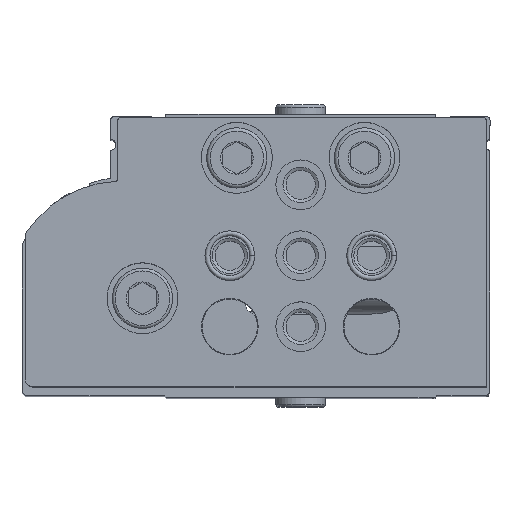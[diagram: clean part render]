
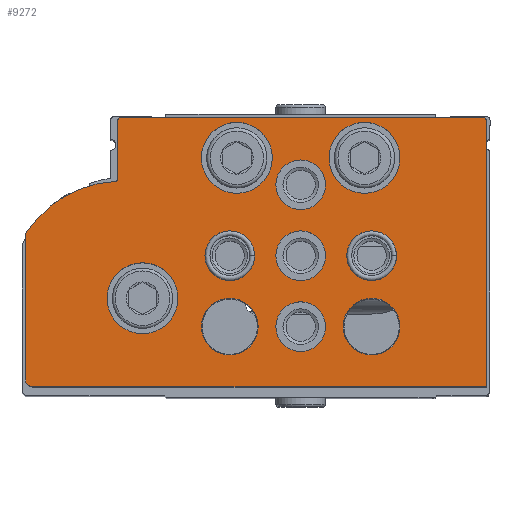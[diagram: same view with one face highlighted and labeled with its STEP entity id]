
A CAD part, top view. The second image highlights one B-rep face of the part: STEP entity #9272.
In plain terms, the highlighted face is planar.
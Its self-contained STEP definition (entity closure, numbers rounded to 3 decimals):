
#943=LINE('',#15591,#1668);
#945=LINE('',#15595,#1670);
#948=LINE('',#15603,#1673);
#953=LINE('',#15619,#1678);
#956=LINE('',#15627,#1681);
#1668=VECTOR('',#12675,1000.);
#1670=VECTOR('',#12679,1000.);
#1673=VECTOR('',#12688,1000.);
#1678=VECTOR('',#12707,1000.);
#1681=VECTOR('',#12716,1000.);
#3600=ORIENTED_EDGE('',*,*,#5249,.T.);
#3601=ORIENTED_EDGE('',*,*,#5250,.T.);
#3602=ORIENTED_EDGE('',*,*,#5251,.T.);
#3603=ORIENTED_EDGE('',*,*,#5252,.T.);
#3604=ORIENTED_EDGE('',*,*,#5253,.T.);
#3605=ORIENTED_EDGE('',*,*,#5254,.T.);
#3606=ORIENTED_EDGE('',*,*,#5255,.T.);
#3607=ORIENTED_EDGE('',*,*,#5256,.T.);
#3608=ORIENTED_EDGE('',*,*,#5257,.T.);
#3609=ORIENTED_EDGE('',*,*,#5258,.T.);
#3610=ORIENTED_EDGE('',*,*,#5226,.F.);
#3611=ORIENTED_EDGE('',*,*,#5247,.F.);
#3612=ORIENTED_EDGE('',*,*,#5245,.F.);
#3613=ORIENTED_EDGE('',*,*,#5243,.F.);
#3614=ORIENTED_EDGE('',*,*,#5241,.T.);
#3615=ORIENTED_EDGE('',*,*,#5239,.F.);
#3616=ORIENTED_EDGE('',*,*,#5237,.F.);
#3617=ORIENTED_EDGE('',*,*,#5235,.F.);
#3618=ORIENTED_EDGE('',*,*,#5233,.F.);
#3619=ORIENTED_EDGE('',*,*,#5231,.F.);
#3620=ORIENTED_EDGE('',*,*,#5229,.F.);
#5226=EDGE_CURVE('',#6233,#6234,#6801,.T.);
#5229=EDGE_CURVE('',#6234,#6235,#943,.T.);
#5231=EDGE_CURVE('',#6235,#6236,#945,.T.);
#5233=EDGE_CURVE('',#6236,#6237,#6802,.T.);
#5235=EDGE_CURVE('',#6237,#6238,#948,.T.);
#5237=EDGE_CURVE('',#6238,#6239,#6803,.T.);
#5239=EDGE_CURVE('',#6239,#6240,#6804,.T.);
#5241=EDGE_CURVE('',#6241,#6240,#6805,.T.);
#5243=EDGE_CURVE('',#6241,#6242,#953,.T.);
#5245=EDGE_CURVE('',#6242,#6243,#6806,.T.);
#5247=EDGE_CURVE('',#6243,#6233,#956,.T.);
#5249=EDGE_CURVE('',#6244,#6244,#6807,.T.);
#5250=EDGE_CURVE('',#6245,#6245,#6808,.T.);
#5251=EDGE_CURVE('',#6246,#6246,#6809,.T.);
#5252=EDGE_CURVE('',#6247,#6247,#6810,.T.);
#5253=EDGE_CURVE('',#6248,#6248,#6811,.T.);
#5254=EDGE_CURVE('',#6249,#6249,#6812,.T.);
#5255=EDGE_CURVE('',#6250,#6250,#6813,.T.);
#5256=EDGE_CURVE('',#6251,#6251,#6814,.T.);
#5257=EDGE_CURVE('',#6252,#6252,#6815,.T.);
#5258=EDGE_CURVE('',#6253,#6253,#6816,.T.);
#6233=VERTEX_POINT('',#15586);
#6234=VERTEX_POINT('',#15587);
#6235=VERTEX_POINT('',#15592);
#6236=VERTEX_POINT('',#15596);
#6237=VERTEX_POINT('',#15600);
#6238=VERTEX_POINT('',#15604);
#6239=VERTEX_POINT('',#15608);
#6240=VERTEX_POINT('',#15612);
#6241=VERTEX_POINT('',#15616);
#6242=VERTEX_POINT('',#15620);
#6243=VERTEX_POINT('',#15624);
#6244=VERTEX_POINT('',#15631);
#6245=VERTEX_POINT('',#15633);
#6246=VERTEX_POINT('',#15635);
#6247=VERTEX_POINT('',#15637);
#6248=VERTEX_POINT('',#15639);
#6249=VERTEX_POINT('',#15641);
#6250=VERTEX_POINT('',#15643);
#6251=VERTEX_POINT('',#15645);
#6252=VERTEX_POINT('',#15647);
#6253=VERTEX_POINT('',#15649);
#6801=CIRCLE('',#10432,0.5);
#6802=CIRCLE('',#10436,1.);
#6803=CIRCLE('',#10439,1.);
#6804=CIRCLE('',#10441,16.);
#6805=CIRCLE('',#10443,0.3);
#6806=CIRCLE('',#10446,0.5);
#6807=CIRCLE('',#10449,5.);
#6808=CIRCLE('',#10450,5.);
#6809=CIRCLE('',#10451,5.);
#6810=CIRCLE('',#10452,3.5);
#6811=CIRCLE('',#10453,3.5);
#6812=CIRCLE('',#10454,3.5);
#6813=CIRCLE('',#10455,3.5);
#6814=CIRCLE('',#10456,3.5);
#6815=CIRCLE('',#10457,4.);
#6816=CIRCLE('',#10458,4.);
#7440=EDGE_LOOP('',(#3600));
#7441=EDGE_LOOP('',(#3601));
#7442=EDGE_LOOP('',(#3602));
#7443=EDGE_LOOP('',(#3603));
#7444=EDGE_LOOP('',(#3604));
#7445=EDGE_LOOP('',(#3605));
#7446=EDGE_LOOP('',(#3606));
#7447=EDGE_LOOP('',(#3607));
#7448=EDGE_LOOP('',(#3608));
#7449=EDGE_LOOP('',(#3609));
#7450=EDGE_LOOP('',(#3610,#3611,#3612,#3613,#3614,#3615,#3616,#3617,#3618,
#3619,#3620));
#8271=FACE_BOUND('',#7440,.T.);
#8272=FACE_BOUND('',#7441,.T.);
#8273=FACE_BOUND('',#7442,.T.);
#8274=FACE_BOUND('',#7443,.T.);
#8275=FACE_BOUND('',#7444,.T.);
#8276=FACE_BOUND('',#7445,.T.);
#8277=FACE_BOUND('',#7446,.T.);
#8278=FACE_BOUND('',#7447,.T.);
#8279=FACE_BOUND('',#7448,.T.);
#8280=FACE_BOUND('',#7449,.T.);
#8281=FACE_BOUND('',#7450,.T.);
#8794=PLANE('',#10448);
#9272=ADVANCED_FACE('',(#8271,#8272,#8273,#8274,#8275,#8276,#8277,#8278,
#8279,#8280,#8281),#8794,.F.);
#10432=AXIS2_PLACEMENT_3D('',#15585,#12669,#12670);
#10436=AXIS2_PLACEMENT_3D('',#15599,#12683,#12684);
#10439=AXIS2_PLACEMENT_3D('',#15607,#12692,#12693);
#10441=AXIS2_PLACEMENT_3D('',#15611,#12697,#12698);
#10443=AXIS2_PLACEMENT_3D('',#15615,#12702,#12703);
#10446=AXIS2_PLACEMENT_3D('',#15623,#12711,#12712);
#10448=AXIS2_PLACEMENT_3D('',#15629,#12718,#12719);
#10449=AXIS2_PLACEMENT_3D('',#15630,#12720,#12721);
#10450=AXIS2_PLACEMENT_3D('',#15632,#12722,#12723);
#10451=AXIS2_PLACEMENT_3D('',#15634,#12724,#12725);
#10452=AXIS2_PLACEMENT_3D('',#15636,#12726,#12727);
#10453=AXIS2_PLACEMENT_3D('',#15638,#12728,#12729);
#10454=AXIS2_PLACEMENT_3D('',#15640,#12730,#12731);
#10455=AXIS2_PLACEMENT_3D('',#15642,#12732,#12733);
#10456=AXIS2_PLACEMENT_3D('',#15644,#12734,#12735);
#10457=AXIS2_PLACEMENT_3D('',#15646,#12736,#12737);
#10458=AXIS2_PLACEMENT_3D('',#15648,#12738,#12739);
#12669=DIRECTION('',(0.,0.,1.));
#12670=DIRECTION('',(1.,0.,0.));
#12675=DIRECTION('',(0.,-1.,0.));
#12679=DIRECTION('',(1.,0.,0.));
#12683=DIRECTION('',(0.,0.,1.));
#12684=DIRECTION('',(1.,0.,0.));
#12688=DIRECTION('',(0.,1.,0.));
#12692=DIRECTION('',(0.,0.,1.));
#12693=DIRECTION('',(1.,0.,0.));
#12697=DIRECTION('',(0.,0.,1.));
#12698=DIRECTION('',(1.,0.,0.));
#12702=DIRECTION('',(0.,0.,1.));
#12703=DIRECTION('',(1.,0.,0.));
#12707=DIRECTION('',(0.,1.,0.));
#12711=DIRECTION('',(0.,0.,1.));
#12712=DIRECTION('',(1.,0.,0.));
#12716=DIRECTION('',(-1.,0.,0.));
#12718=DIRECTION('',(0.,0.,1.));
#12719=DIRECTION('',(1.,0.,0.));
#12720=DIRECTION('',(0.,0.,1.));
#12721=DIRECTION('',(1.,0.,0.));
#12722=DIRECTION('',(0.,0.,1.));
#12723=DIRECTION('',(1.,0.,0.));
#12724=DIRECTION('',(0.,0.,1.));
#12725=DIRECTION('',(1.,0.,0.));
#12726=DIRECTION('',(0.,0.,1.));
#12727=DIRECTION('',(1.,0.,0.));
#12728=DIRECTION('',(0.,0.,1.));
#12729=DIRECTION('',(1.,0.,0.));
#12730=DIRECTION('',(0.,0.,1.));
#12731=DIRECTION('',(1.,0.,0.));
#12732=DIRECTION('',(0.,0.,1.));
#12733=DIRECTION('',(1.,0.,0.));
#12734=DIRECTION('',(0.,0.,1.));
#12735=DIRECTION('',(1.,0.,0.));
#12736=DIRECTION('',(0.,0.,1.));
#12737=DIRECTION('',(1.,0.,0.));
#12738=DIRECTION('',(0.,0.,1.));
#12739=DIRECTION('',(1.,0.,0.));
#15585=CARTESIAN_POINT('',(0.5,37.5,0.));
#15586=CARTESIAN_POINT('',(0.5,38.,0.));
#15587=CARTESIAN_POINT('',(0.,37.5,0.));
#15591=CARTESIAN_POINT('',(0.,37.5,0.));
#15592=CARTESIAN_POINT('',(0.,0.,0.));
#15595=CARTESIAN_POINT('',(0.,0.,0.));
#15596=CARTESIAN_POINT('',(64.,0.,0.));
#15599=CARTESIAN_POINT('',(64.,1.,0.));
#15600=CARTESIAN_POINT('',(65.,1.,0.));
#15603=CARTESIAN_POINT('',(65.,1.,0.));
#15604=CARTESIAN_POINT('',(65.,21.292,0.));
#15607=CARTESIAN_POINT('',(64.,21.292,0.));
#15608=CARTESIAN_POINT('',(64.833,21.844,0.));
#15611=CARTESIAN_POINT('',(51.5,13.,0.));
#15612=CARTESIAN_POINT('',(52.285,28.981,0.));
#15615=CARTESIAN_POINT('',(52.3,29.28,0.));
#15616=CARTESIAN_POINT('',(52.,29.28,0.));
#15619=CARTESIAN_POINT('',(52.,29.28,0.));
#15620=CARTESIAN_POINT('',(52.,37.5,0.));
#15623=CARTESIAN_POINT('',(51.5,37.5,0.));
#15624=CARTESIAN_POINT('',(51.5,38.,0.));
#15627=CARTESIAN_POINT('',(51.5,38.,0.));
#15629=CARTESIAN_POINT('',(0.5,37.5,0.));
#15630=CARTESIAN_POINT('',(48.5,12.5,0.));
#15631=CARTESIAN_POINT('',(53.5,12.5,0.));
#15632=CARTESIAN_POINT('',(35.2,32.3,0.));
#15633=CARTESIAN_POINT('',(40.2,32.3,0.));
#15634=CARTESIAN_POINT('',(17.2,32.3,0.));
#15635=CARTESIAN_POINT('',(22.2,32.3,0.));
#15636=CARTESIAN_POINT('',(26.2,28.5,0.));
#15637=CARTESIAN_POINT('',(29.7,28.5,0.));
#15638=CARTESIAN_POINT('',(36.2,18.5,0.));
#15639=CARTESIAN_POINT('',(39.7,18.5,0.));
#15640=CARTESIAN_POINT('',(26.2,18.5,0.));
#15641=CARTESIAN_POINT('',(29.7,18.5,0.));
#15642=CARTESIAN_POINT('',(16.2,18.5,0.));
#15643=CARTESIAN_POINT('',(19.7,18.5,0.));
#15644=CARTESIAN_POINT('',(26.2,8.5,0.));
#15645=CARTESIAN_POINT('',(29.7,8.5,0.));
#15646=CARTESIAN_POINT('',(36.2,8.5,0.));
#15647=CARTESIAN_POINT('',(40.2,8.5,0.));
#15648=CARTESIAN_POINT('',(16.2,8.5,0.));
#15649=CARTESIAN_POINT('',(20.2,8.5,0.));
